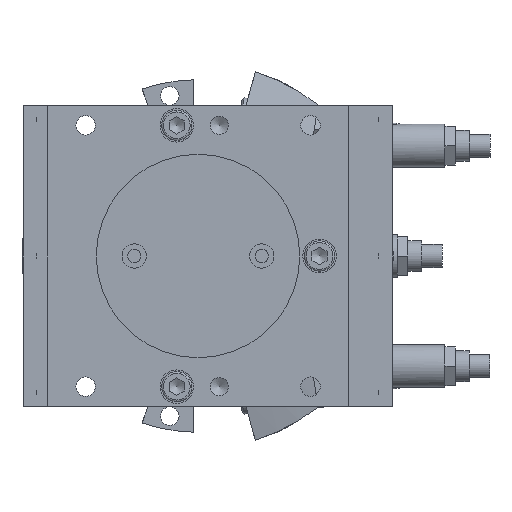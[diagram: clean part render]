
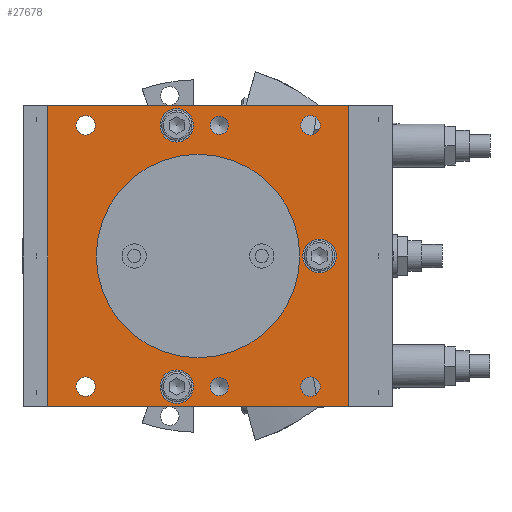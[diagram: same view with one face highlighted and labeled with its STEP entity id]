
A CAD part, front view. The second image highlights one B-rep face of the part: STEP entity #27678.
In plain terms, the highlighted planar face has unit normal (0, -1, 0).
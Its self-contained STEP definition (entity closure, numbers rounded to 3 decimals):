
#20925=CARTESIAN_POINT('',(-49.5,-68.,49.5));
#20926=VERTEX_POINT('',#20925);
#20933=CARTESIAN_POINT('',(49.5,-68.,49.5));
#20934=VERTEX_POINT('',#20933);
#20935=CARTESIAN_POINT('',(-49.5,-68.,49.5));
#20936=DIRECTION('',(1.0,0.0,0.0));
#20937=VECTOR('',#20936,99.);
#20938=LINE('',#20935,#20937);
#20939=EDGE_CURVE('',#20926,#20934,#20938,.T.);
#20983=CARTESIAN_POINT('',(-49.5,-68.,-49.5));
#20984=VERTEX_POINT('',#20983);
#20991=CARTESIAN_POINT('',(-49.5,-68.,-49.5));
#20992=DIRECTION('',(0.0,0.0,1.0));
#20993=VECTOR('',#20992,99.);
#20994=LINE('',#20991,#20993);
#20995=EDGE_CURVE('',#20984,#20926,#20994,.T.);
#21024=CARTESIAN_POINT('',(49.5,-68.,-49.5));
#21025=VERTEX_POINT('',#21024);
#21032=CARTESIAN_POINT('',(49.5,-68.,-49.5));
#21033=DIRECTION('',(-1.0,0.0,0.0));
#21034=VECTOR('',#21033,99.);
#21035=LINE('',#21032,#21034);
#21036=EDGE_CURVE('',#21025,#20984,#21035,.T.);
#21459=CARTESIAN_POINT('',(10.,-68.,43.));
#21460=VERTEX_POINT('',#21459);
#21461=CARTESIAN_POINT('',(7.,-68.,43.));
#21462=DIRECTION('',(0.0,1.0,0.0));
#21463=DIRECTION('',(1.0,0.0,0.0));
#21464=AXIS2_PLACEMENT_3D('',#21461,#21462,#21463);
#21465=CIRCLE('',#21464,3.0);
#21466=EDGE_CURVE('',#21460,#21460,#21465,.T.);
#21496=CARTESIAN_POINT('',(10.,-68.,-43.));
#21497=VERTEX_POINT('',#21496);
#21498=CARTESIAN_POINT('',(7.,-68.,-43.));
#21499=DIRECTION('',(0.0,1.0,0.0));
#21500=DIRECTION('',(1.0,0.0,0.0));
#21501=AXIS2_PLACEMENT_3D('',#21498,#21499,#21500);
#21502=CIRCLE('',#21501,3.0);
#21503=EDGE_CURVE('',#21497,#21497,#21502,.T.);
#27568=CARTESIAN_POINT('',(0.,-68.,0.));
#27569=DIRECTION('',(0.0,-1.0,0.0));
#27570=DIRECTION('',(0.0,0.0,-1.0));
#27571=AXIS2_PLACEMENT_3D('',#27568,#27569,#27570);
#27572=PLANE('',#27571);
#27573=CARTESIAN_POINT('',(49.5,-68.,49.5));
#27574=DIRECTION('',(0.0,0.0,-1.0));
#27575=VECTOR('',#27574,99.);
#27576=LINE('',#27573,#27575);
#27577=EDGE_CURVE('',#20934,#21025,#27576,.T.);
#27578=ORIENTED_EDGE('',*,*,#27577,.F.);
#27579=ORIENTED_EDGE('',*,*,#20939,.F.);
#27580=ORIENTED_EDGE('',*,*,#20995,.F.);
#27581=ORIENTED_EDGE('',*,*,#21036,.F.);
#27582=EDGE_LOOP('',(#27578,#27579,#27580,#27581));
#27583=FACE_OUTER_BOUND('',#27582,.T.);
#27584=CARTESIAN_POINT('',(33.5,-68.,0.));
#27585=VERTEX_POINT('',#27584);
#27586=CARTESIAN_POINT('',(0.,-68.,0.));
#27587=DIRECTION('',(0.0,1.0,0.0));
#27588=DIRECTION('',(-1.0,0.0,0.0));
#27589=AXIS2_PLACEMENT_3D('',#27586,#27587,#27588);
#27590=CIRCLE('',#27589,33.5);
#27591=EDGE_CURVE('',#27585,#27585,#27590,.T.);
#27592=ORIENTED_EDGE('',*,*,#27591,.T.);
#27593=EDGE_LOOP('',(#27592));
#27594=FACE_BOUND('',#27593,.T.);
#27595=CARTESIAN_POINT('',(45.5,-68.,0.));
#27596=VERTEX_POINT('',#27595);
#27597=CARTESIAN_POINT('',(40.,-68.,0.));
#27598=DIRECTION('',(0.0,1.0,0.0));
#27599=DIRECTION('',(1.0,0.0,0.0));
#27600=AXIS2_PLACEMENT_3D('',#27597,#27598,#27599);
#27601=CIRCLE('',#27600,5.5);
#27602=EDGE_CURVE('',#27596,#27596,#27601,.T.);
#27603=ORIENTED_EDGE('',*,*,#27602,.T.);
#27604=EDGE_LOOP('',(#27603));
#27605=FACE_BOUND('',#27604,.T.);
#27606=ORIENTED_EDGE('',*,*,#21503,.T.);
#27607=EDGE_LOOP('',(#27606));
#27608=FACE_BOUND('',#27607,.T.);
#27609=ORIENTED_EDGE('',*,*,#21466,.T.);
#27610=EDGE_LOOP('',(#27609));
#27611=FACE_BOUND('',#27610,.T.);
#27612=CARTESIAN_POINT('',(-1.5,-68.,-43.));
#27613=VERTEX_POINT('',#27612);
#27614=CARTESIAN_POINT('',(-7.,-68.,-43.));
#27615=DIRECTION('',(0.0,1.0,0.0));
#27616=DIRECTION('',(1.0,0.0,0.0));
#27617=AXIS2_PLACEMENT_3D('',#27614,#27615,#27616);
#27618=CIRCLE('',#27617,5.5);
#27619=EDGE_CURVE('',#27613,#27613,#27618,.T.);
#27620=ORIENTED_EDGE('',*,*,#27619,.T.);
#27621=EDGE_LOOP('',(#27620));
#27622=FACE_BOUND('',#27621,.T.);
#27623=CARTESIAN_POINT('',(-1.5,-68.,43.));
#27624=VERTEX_POINT('',#27623);
#27625=CARTESIAN_POINT('',(-7.,-68.,43.));
#27626=DIRECTION('',(0.0,1.0,0.0));
#27627=DIRECTION('',(1.0,0.0,0.0));
#27628=AXIS2_PLACEMENT_3D('',#27625,#27626,#27627);
#27629=CIRCLE('',#27628,5.5);
#27630=EDGE_CURVE('',#27624,#27624,#27629,.T.);
#27631=ORIENTED_EDGE('',*,*,#27630,.T.);
#27632=EDGE_LOOP('',(#27631));
#27633=FACE_BOUND('',#27632,.T.);
#27634=CARTESIAN_POINT('',(40.2,-68.,-43.));
#27635=VERTEX_POINT('',#27634);
#27636=CARTESIAN_POINT('',(37.,-68.,-43.));
#27637=DIRECTION('',(0.0,1.0,0.0));
#27638=DIRECTION('',(1.0,0.0,0.0));
#27639=AXIS2_PLACEMENT_3D('',#27636,#27637,#27638);
#27640=CIRCLE('',#27639,3.2);
#27641=EDGE_CURVE('',#27635,#27635,#27640,.T.);
#27642=ORIENTED_EDGE('',*,*,#27641,.T.);
#27643=EDGE_LOOP('',(#27642));
#27644=FACE_BOUND('',#27643,.T.);
#27645=CARTESIAN_POINT('',(-33.8,-68.,-43.));
#27646=VERTEX_POINT('',#27645);
#27647=CARTESIAN_POINT('',(-37.,-68.,-43.));
#27648=DIRECTION('',(0.0,1.0,0.0));
#27649=DIRECTION('',(1.0,0.0,0.0));
#27650=AXIS2_PLACEMENT_3D('',#27647,#27648,#27649);
#27651=CIRCLE('',#27650,3.2);
#27652=EDGE_CURVE('',#27646,#27646,#27651,.T.);
#27653=ORIENTED_EDGE('',*,*,#27652,.T.);
#27654=EDGE_LOOP('',(#27653));
#27655=FACE_BOUND('',#27654,.T.);
#27656=CARTESIAN_POINT('',(40.2,-68.,43.));
#27657=VERTEX_POINT('',#27656);
#27658=CARTESIAN_POINT('',(37.,-68.,43.));
#27659=DIRECTION('',(0.0,1.0,0.0));
#27660=DIRECTION('',(1.0,0.0,0.0));
#27661=AXIS2_PLACEMENT_3D('',#27658,#27659,#27660);
#27662=CIRCLE('',#27661,3.2);
#27663=EDGE_CURVE('',#27657,#27657,#27662,.T.);
#27664=ORIENTED_EDGE('',*,*,#27663,.T.);
#27665=EDGE_LOOP('',(#27664));
#27666=FACE_BOUND('',#27665,.T.);
#27667=CARTESIAN_POINT('',(-33.8,-68.,43.));
#27668=VERTEX_POINT('',#27667);
#27669=CARTESIAN_POINT('',(-37.,-68.,43.));
#27670=DIRECTION('',(0.0,1.0,0.0));
#27671=DIRECTION('',(1.0,0.0,0.0));
#27672=AXIS2_PLACEMENT_3D('',#27669,#27670,#27671);
#27673=CIRCLE('',#27672,3.2);
#27674=EDGE_CURVE('',#27668,#27668,#27673,.T.);
#27675=ORIENTED_EDGE('',*,*,#27674,.T.);
#27676=EDGE_LOOP('',(#27675));
#27677=FACE_BOUND('',#27676,.T.);
#27678=ADVANCED_FACE('',(#27583,#27594,#27605,#27608,#27611,#27622,#27633,#27644,#27655,#27666,#27677),#27572,.T.);
